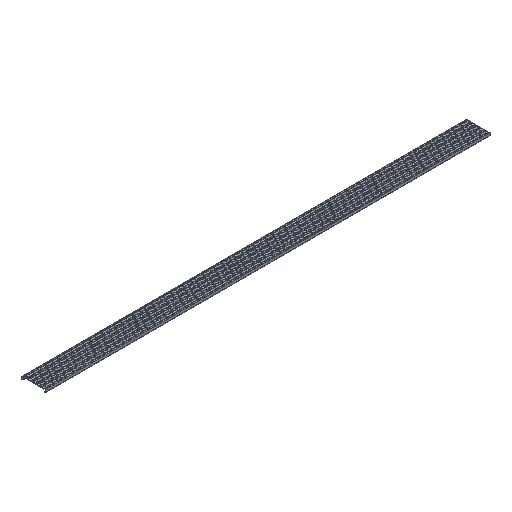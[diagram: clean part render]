
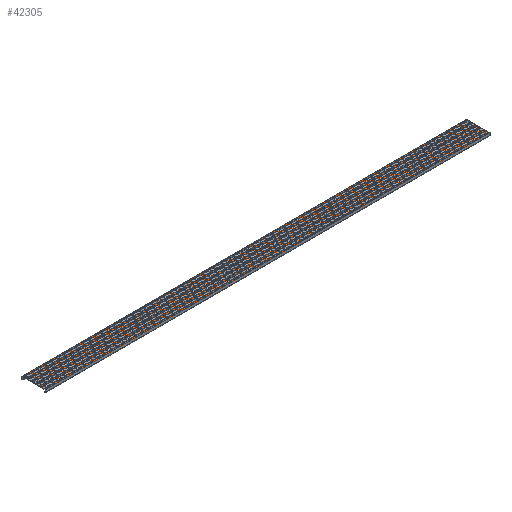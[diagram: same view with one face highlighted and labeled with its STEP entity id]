
A CAD part, isometric view. The second image highlights one B-rep face of the part: STEP entity #42305.
In plain terms, the highlighted planar face has unit normal (0, 0, 1).
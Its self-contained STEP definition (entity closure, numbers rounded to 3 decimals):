
#2999=FACE_OUTER_BOUND('',#4873,.T.);
#4873=EDGE_LOOP('',(#36293,#36294,#36295,#36296));
#11586=LINE('',#77385,#15342);
#11593=LINE('',#77398,#15349);
#11600=LINE('',#77412,#15356);
#11601=LINE('',#77413,#15357);
#15342=VECTOR('',#61317,1.);
#15349=VECTOR('',#61330,1.);
#15356=VECTOR('',#61339,1.);
#15357=VECTOR('',#61340,1.);
#21329=VERTEX_POINT('',#77382);
#21330=VERTEX_POINT('',#77384);
#21333=VERTEX_POINT('',#77397);
#21339=VERTEX_POINT('',#77411);
#28794=EDGE_CURVE('',#21329,#21330,#11586,.T.);
#28801=EDGE_CURVE('',#21330,#21333,#11593,.T.);
#28808=EDGE_CURVE('',#21329,#21339,#11600,.T.);
#28809=EDGE_CURVE('',#21339,#21333,#11601,.T.);
#36293=ORIENTED_EDGE('',*,*,#28808,.T.);
#36294=ORIENTED_EDGE('',*,*,#28809,.T.);
#36295=ORIENTED_EDGE('',*,*,#28801,.F.);
#36296=ORIENTED_EDGE('',*,*,#28794,.F.);
#40431=PLANE('',#50132);
#42305=ADVANCED_FACE('',(#2999),#40431,.T.);
#50132=AXIS2_PLACEMENT_3D('',#77410,#61337,#61338);
#61317=DIRECTION('',(1.,0.,0.));
#61330=DIRECTION('',(0.,-1.,0.));
#61337=DIRECTION('center_axis',(0.,0.,1.));
#61338=DIRECTION('ref_axis',(0.,-1.,0.));
#61339=DIRECTION('',(0.,-1.,0.));
#61340=DIRECTION('',(1.,0.,0.));
#77382=CARTESIAN_POINT('',(36.583,144.251,12.519));
#77384=CARTESIAN_POINT('',(2046.583,144.251,12.519));
#77385=CARTESIAN_POINT('',(36.583,144.251,12.519));
#77397=CARTESIAN_POINT('',(2046.583,39.251,12.519));
#77398=CARTESIAN_POINT('',(2046.583,74.251,12.519));
#77410=CARTESIAN_POINT('Origin',(36.583,60.251,12.519));
#77411=CARTESIAN_POINT('',(36.583,39.251,12.519));
#77412=CARTESIAN_POINT('',(36.583,99.251,12.519));
#77413=CARTESIAN_POINT('',(36.583,39.251,12.519));
